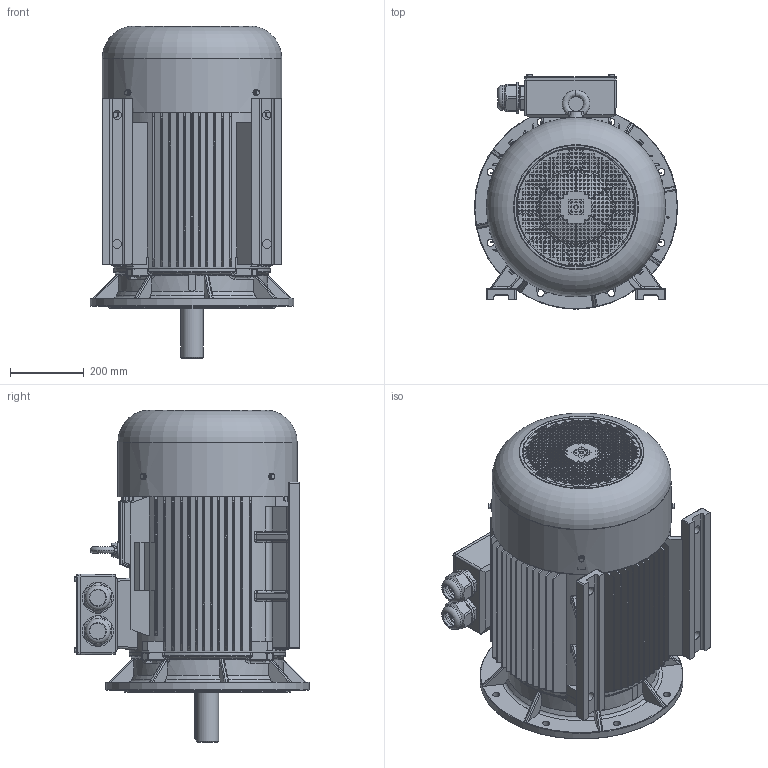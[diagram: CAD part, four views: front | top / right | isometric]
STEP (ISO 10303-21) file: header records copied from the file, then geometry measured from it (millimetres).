
FILE_DESCRIPTION(/* description */ (''),/* implementation_level */ '2;1');
FILE_NAME(/* name */ 'JM3-250M-2-B35.stp',/* time_stamp */ '2016-06-24T14:48:50+08:00',/* author */ (''),/* organization */ (''),/* preprocessor_version */ 'ST-DEVELOPER v15',/* originating_system */ 'SIEMENS PLM Software NX 8.5',/* authorisation */ '');
FILE_SCHEMA (('AUTOMOTIVE_DESIGN { 1 0 10303 214 3 1 1 1 }'));
Length unit declared in the file: millimetre
Products named in the file (1): pc119446389bvx
Bounding box: 550 x 633.8 x 898 mm (x, y, z)
Volume: 31022063.5 mm3; surface area: 6175003.5 mm2
Topology: 58 solids, 58 shells, 5394 faces, 14811 edges, 9695 vertices
Faces by surface type: plane 3644, cylinder 916, cone 339, torus 250, bspline 243, sphere 2
Full cylindrical faces by diameter (mm): 7.188 x4, 8 x8, 8.4 x4, 9.026 x8, 10 x8, 10.863 x8, 11.2 x8, 12 x8, 12.6 x8, 16 x4, 20 x1, 24 x4, 43.312 x2, 49 x1, 51.188 x4, 52 x3, 59 x1, 60 x1, 61.031 x12, 63 x4, 64.969 x12, 67.922 x2, 69 x1, 70 x4, 72 x2, 83.672 x2, 90 x4, 190 x1, 481 x1, 485 x1
Entity records: 195550 total; most frequent: CARTESIAN_POINT 53124, ORIENTED_EDGE 28818, DIRECTION 25552, EDGE_CURVE 14409, LINE 10220, VECTOR 10220, VERTEX_POINT 9567, AXIS2_PLACEMENT_3D 7666
